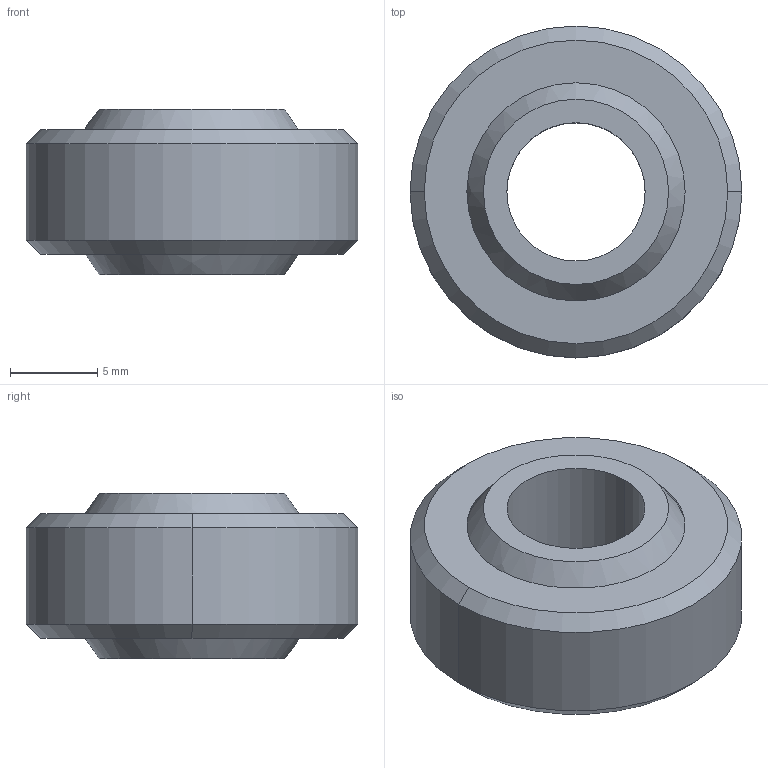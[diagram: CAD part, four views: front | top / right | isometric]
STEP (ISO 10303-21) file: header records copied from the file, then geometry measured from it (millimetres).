
FILE_DESCRIPTION (( 'STEP AP203' ), '1' );
FILE_NAME ('63215K53.step', '2012-04-19T14:03:03', ( 't2jrg' ), ( '' ), 'SwSTEP 2.0', 'SolidWorks 2009', '' );
FILE_SCHEMA (( 'CONFIG_CONTROL_DESIGN' ));
Length unit declared in the file: inch
Products named in the file (1): 63215K53
Bounding box: 19.05 x 19.05 x 9.53 mm (x, y, z)
Volume: 1752.7 mm3; surface area: 1758.6 mm2
Topology: 2 solids, 2 shells, 16 faces, 38 edges, 26 vertices
Faces by surface type: cone 4, sphere 4, cylinder 4, plane 4
Entity records: 529 total; most frequent: DIRECTION 90, CARTESIAN_POINT 73, ORIENTED_EDGE 64, AXIS2_PLACEMENT_3D 41, EDGE_CURVE 32, EDGE_LOOP 24, VERTEX_POINT 24, CIRCLE 24
